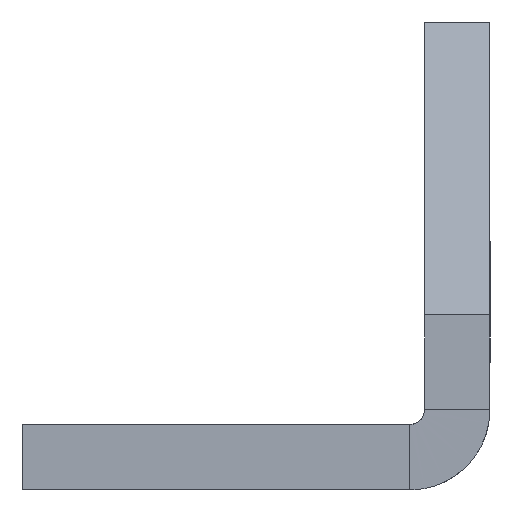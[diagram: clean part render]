
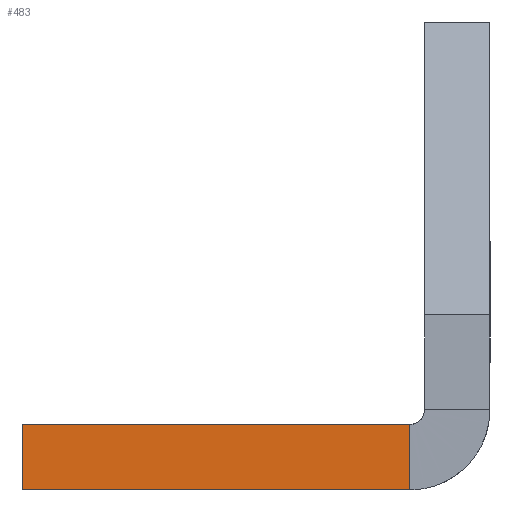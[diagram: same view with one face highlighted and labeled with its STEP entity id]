
A CAD part, left-side view. The second image highlights one B-rep face of the part: STEP entity #483.
In plain terms, the highlighted planar face has unit normal (-1, 0, 0).
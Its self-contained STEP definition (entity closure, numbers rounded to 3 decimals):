
#1 = CARTESIAN_POINT ( 'NONE',  ( 11.181, 19.568, -19.568 ) ) ;
#6 = EDGE_CURVE ( 'NONE', #557, #553, #141, .T. ) ;
#7 = CARTESIAN_POINT ( 'NONE',  ( 11.181, 10.152, -22.743 ) ) ;
#20 = CARTESIAN_POINT ( 'NONE',  ( 11.181, -20.432, -19.568 ) ) ;
#33 = EDGE_CURVE ( 'NONE', #553, #99, #191, .T. ) ;
#34 = DIRECTION ( 'NONE',  ( 1., 0., 0. ) ) ;
#46 = EDGE_CURVE ( 'NONE', #99, #545, #247, .T. ) ;
#99 = VERTEX_POINT ( 'NONE', #340 ) ;
#132 = ORIENTED_EDGE ( 'NONE', *, *, #33, .F. ) ;
#141 = LINE ( 'NONE', #332, #170 ) ;
#170 = VECTOR ( 'NONE', #385, 1000. ) ;
#191 = LINE ( 'NONE', #20, #507 ) ;
#194 = DIRECTION ( 'NONE',  ( 0., -1., 0. ) ) ;
#202 = DIRECTION ( 'NONE',  ( 0., 0., -1. ) ) ;
#219 = DIRECTION ( 'NONE',  ( 0., -1., 0. ) ) ;
#247 = LINE ( 'NONE', #425, #524 ) ;
#253 = CARTESIAN_POINT ( 'NONE',  ( 11.181, -20.432, -19.568 ) ) ;
#291 = PLANE ( 'NONE',  #478 ) ;
#332 = CARTESIAN_POINT ( 'NONE',  ( 11.181, 19.568, -19.568 ) ) ;
#340 = CARTESIAN_POINT ( 'NONE',  ( 11.181, 0.737, -19.568 ) ) ;
#360 = CARTESIAN_POINT ( 'NONE',  ( 11.181, 19.568, -22.743 ) ) ;
#375 = ORIENTED_EDGE ( 'NONE', *, *, #393, .T. ) ;
#385 = DIRECTION ( 'NONE',  ( 0., 0., 1. ) ) ;
#386 = DIRECTION ( 'NONE',  ( 0., -1., 0. ) ) ;
#393 = EDGE_CURVE ( 'NONE', #557, #545, #546, .T. ) ;
#394 = FACE_OUTER_BOUND ( 'NONE', #408, .T. ) ;
#407 = ORIENTED_EDGE ( 'NONE', *, *, #6, .F. ) ;
#408 = EDGE_LOOP ( 'NONE', ( #407, #375, #513, #132 ) ) ;
#425 = CARTESIAN_POINT ( 'NONE',  ( 11.181, 0.737, -19.568 ) ) ;
#444 = CARTESIAN_POINT ( 'NONE',  ( 11.181, 0.737, -22.743 ) ) ;
#478 = AXIS2_PLACEMENT_3D ( 'NONE', #253, #34, #386 ) ;
#483 = ADVANCED_FACE ( 'NONE', ( #394 ), #291, .F. ) ;
#500 = VECTOR ( 'NONE', #219, 1000. ) ;
#507 = VECTOR ( 'NONE', #194, 1000. ) ;
#513 = ORIENTED_EDGE ( 'NONE', *, *, #46, .F. ) ;
#524 = VECTOR ( 'NONE', #202, 1000. ) ;
#545 = VERTEX_POINT ( 'NONE', #444 ) ;
#546 = LINE ( 'NONE', #7, #500 ) ;
#553 = VERTEX_POINT ( 'NONE', #1 ) ;
#557 = VERTEX_POINT ( 'NONE', #360 ) ;
